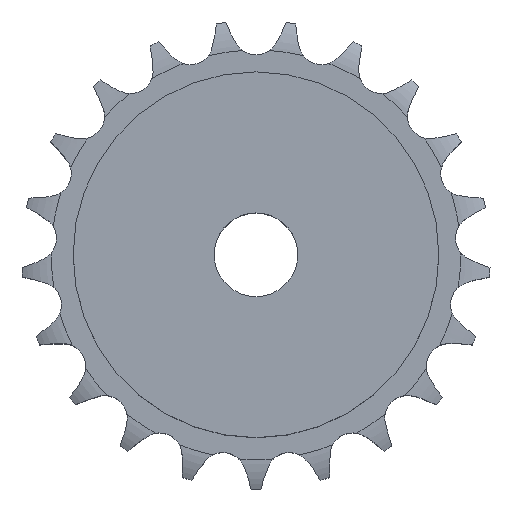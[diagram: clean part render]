
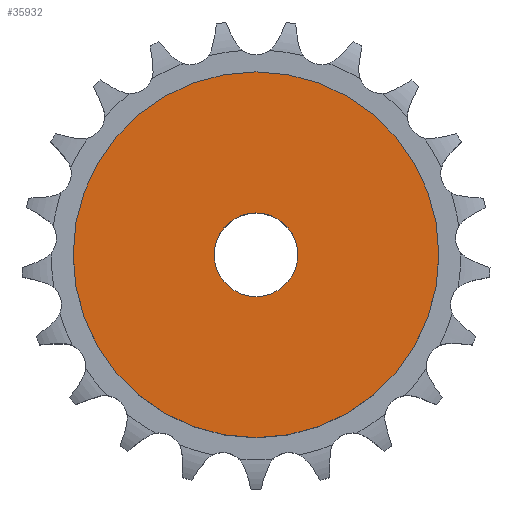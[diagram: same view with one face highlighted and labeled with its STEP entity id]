
A CAD part, top view. The second image highlights one B-rep face of the part: STEP entity #35932.
In plain terms, the highlighted planar face has unit normal (0, 0, 1).
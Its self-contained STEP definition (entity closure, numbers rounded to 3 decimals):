
#19164 = CYLINDRICAL_SURFACE('',#19165,8.);
#19165 = AXIS2_PLACEMENT_3D('',#19166,#19167,#19168);
#19166 = CARTESIAN_POINT('',(0.,0.,144.484));
#19167 = DIRECTION('',(0.,0.,1.));
#19168 = DIRECTION('',(1.,0.,0.));
#24589 = EDGE_CURVE('',#24590,#24590,#24592,.T.);
#24590 = VERTEX_POINT('',#24591);
#24591 = CARTESIAN_POINT('',(8.,0.,40.));
#24592 = SURFACE_CURVE('',#24593,(#24598,#24605),.PCURVE_S1.);
#24593 = CIRCLE('',#24594,8.);
#24594 = AXIS2_PLACEMENT_3D('',#24595,#24596,#24597);
#24595 = CARTESIAN_POINT('',(0.,0.,40.));
#24596 = DIRECTION('',(0.,0.,1.));
#24597 = DIRECTION('',(1.,0.,0.));
#24598 = PCURVE('',#19164,#24599);
#24599 = DEFINITIONAL_REPRESENTATION('',(#24600),#24604);
#24600 = LINE('',#24601,#24602);
#24601 = CARTESIAN_POINT('',(0.,-104.484));
#24602 = VECTOR('',#24603,1.);
#24603 = DIRECTION('',(1.,0.));
#24604 = ( GEOMETRIC_REPRESENTATION_CONTEXT(2) 
PARAMETRIC_REPRESENTATION_CONTEXT() REPRESENTATION_CONTEXT('2D SPACE',''
  ) );
#24605 = PCURVE('',#24606,#24611);
#24606 = PLANE('',#24607);
#24607 = AXIS2_PLACEMENT_3D('',#24608,#24609,#24610);
#24608 = CARTESIAN_POINT('',(0.,0.,40.)
  );
#24609 = DIRECTION('',(0.,0.,1.));
#24610 = DIRECTION('',(1.,0.,0.));
#24611 = DEFINITIONAL_REPRESENTATION('',(#24612),#24616);
#24612 = CIRCLE('',#24613,8.);
#24613 = AXIS2_PLACEMENT_2D('',#24614,#24615);
#24614 = CARTESIAN_POINT('',(0.,0.));
#24615 = DIRECTION('',(1.,0.));
#24616 = ( GEOMETRIC_REPRESENTATION_CONTEXT(2) 
PARAMETRIC_REPRESENTATION_CONTEXT() REPRESENTATION_CONTEXT('2D SPACE',''
  ) );
#35932 = ADVANCED_FACE('',(#35933,#35964),#24606,.T.);
#35933 = FACE_BOUND('',#35934,.T.);
#35934 = EDGE_LOOP('',(#35935));
#35935 = ORIENTED_EDGE('',*,*,#35936,.T.);
#35936 = EDGE_CURVE('',#35937,#35937,#35939,.T.);
#35937 = VERTEX_POINT('',#35938);
#35938 = CARTESIAN_POINT('',(35.,0.,40.));
#35939 = SURFACE_CURVE('',#35940,(#35945,#35952),.PCURVE_S1.);
#35940 = CIRCLE('',#35941,35.);
#35941 = AXIS2_PLACEMENT_3D('',#35942,#35943,#35944);
#35942 = CARTESIAN_POINT('',(0.,0.,40.));
#35943 = DIRECTION('',(0.,0.,1.));
#35944 = DIRECTION('',(1.,0.,0.));
#35945 = PCURVE('',#24606,#35946);
#35946 = DEFINITIONAL_REPRESENTATION('',(#35947),#35951);
#35947 = CIRCLE('',#35948,35.);
#35948 = AXIS2_PLACEMENT_2D('',#35949,#35950);
#35949 = CARTESIAN_POINT('',(0.,0.));
#35950 = DIRECTION('',(1.,0.));
#35951 = ( GEOMETRIC_REPRESENTATION_CONTEXT(2) 
PARAMETRIC_REPRESENTATION_CONTEXT() REPRESENTATION_CONTEXT('2D SPACE',''
  ) );
#35952 = PCURVE('',#35953,#35958);
#35953 = CYLINDRICAL_SURFACE('',#35954,35.);
#35954 = AXIS2_PLACEMENT_3D('',#35955,#35956,#35957);
#35955 = CARTESIAN_POINT('',(0.,0.,0.));
#35956 = DIRECTION('',(-0.,-0.,-1.));
#35957 = DIRECTION('',(1.,0.,0.));
#35958 = DEFINITIONAL_REPRESENTATION('',(#35959),#35963);
#35959 = LINE('',#35960,#35961);
#35960 = CARTESIAN_POINT('',(-0.,-40.));
#35961 = VECTOR('',#35962,1.);
#35962 = DIRECTION('',(-1.,0.));
#35963 = ( GEOMETRIC_REPRESENTATION_CONTEXT(2) 
PARAMETRIC_REPRESENTATION_CONTEXT() REPRESENTATION_CONTEXT('2D SPACE',''
  ) );
#35964 = FACE_BOUND('',#35965,.T.);
#35965 = EDGE_LOOP('',(#35966));
#35966 = ORIENTED_EDGE('',*,*,#24589,.F.);
